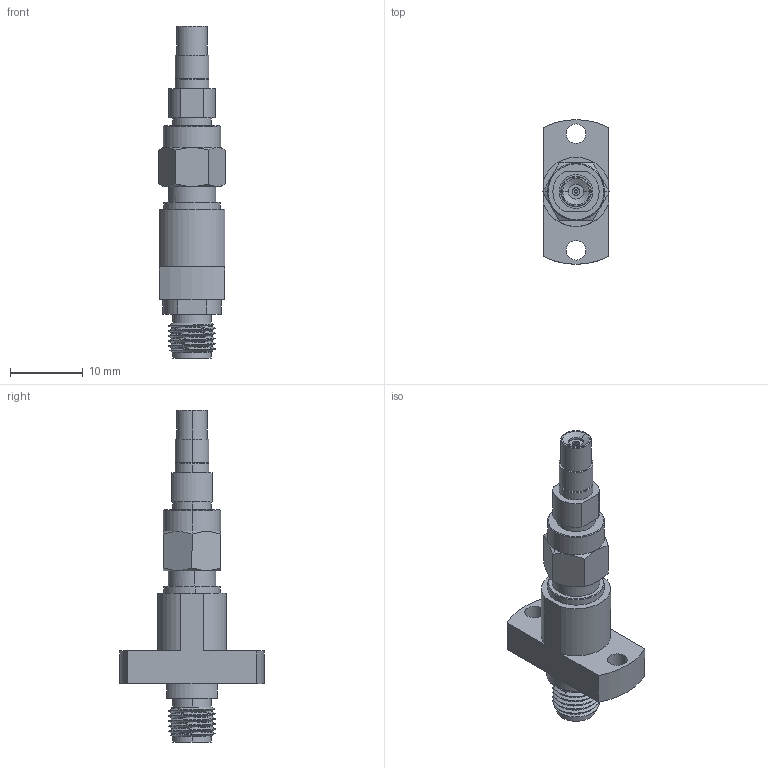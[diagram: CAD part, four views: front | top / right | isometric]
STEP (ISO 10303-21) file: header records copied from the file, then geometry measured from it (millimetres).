
FILE_DESCRIPTION (( 'STEP AP214' ), '1' );
FILE_NAME ('MOD-HF66-0043.STEP', '2021-10-26T12:41:53', ( '' ), ( '' ), 'SwSTEP 2.0', 'SolidWorks 2020', '' );
FILE_SCHEMA (( 'AUTOMOTIVE_DESIGN' ));
Length unit declared in the file: millimetre
Products named in the file (1): MOD-HF66-0043
Bounding box: 9.17 x 19.85 x 45.57 mm (x, y, z)
Volume: 2316.1 mm3; surface area: 1689.4 mm2
Topology: 1 solids, 1 shells, 145 faces, 427 edges, 317 vertices
Faces by surface type: cylinder 59, plane 53, cone 26, bspline 7
Entity records: 9142 total; most frequent: CARTESIAN_POINT 3825, ORIENTED_EDGE 854, DIRECTION 707, EDGE_CURVE 427, VERTEX_POINT 317, AXIS2_PLACEMENT_3D 259, VECTOR 189, LINE 189
